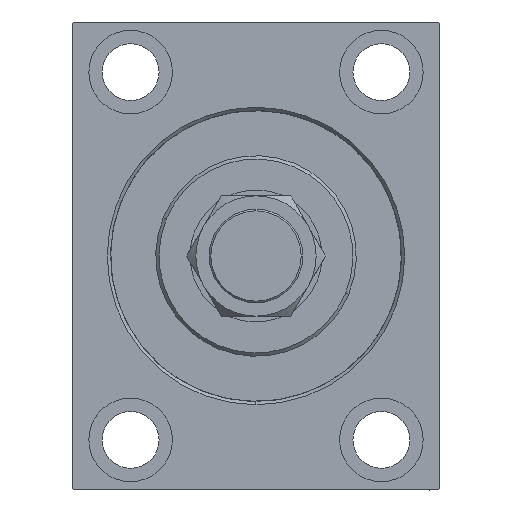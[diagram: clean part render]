
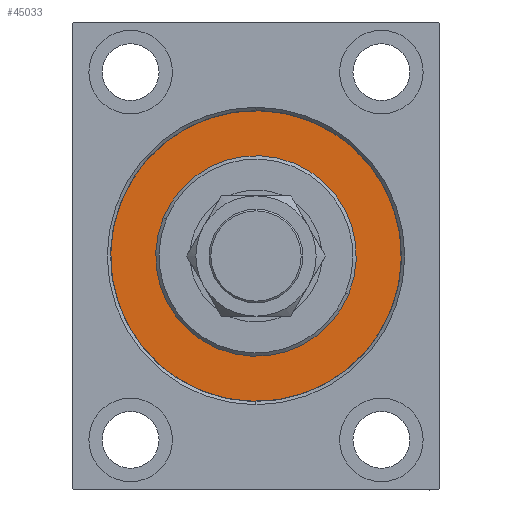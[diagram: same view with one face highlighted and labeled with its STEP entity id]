
A CAD part, left-side view. The second image highlights one B-rep face of the part: STEP entity #45033.
In plain terms, the highlighted face is planar.
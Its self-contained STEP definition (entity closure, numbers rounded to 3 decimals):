
#818 = DIRECTION ( 'NONE',  ( -1., 0., 0. ) ) ;
#821 = DIRECTION ( 'NONE',  ( -1., 0., 0. ) ) ;
#4782 = ORIENTED_EDGE ( 'NONE', *, *, #29946, .F. ) ;
#4831 = ORIENTED_EDGE ( 'NONE', *, *, #34099, .F. ) ;
#5468 = VERTEX_POINT ( 'NONE', #40041 ) ;
#6122 = DIRECTION ( 'NONE',  ( -1., 0., 0. ) ) ;
#6155 = CARTESIAN_POINT ( 'NONE',  ( 0., 0., 0. ) ) ;
#6524 = AXIS2_PLACEMENT_3D ( 'NONE', #20277, #16800, #24441 ) ;
#8002 = DIRECTION ( 'NONE',  ( 0., 0., 1. ) ) ;
#9836 = DIRECTION ( 'NONE',  ( 0., 0., 1. ) ) ;
#10518 = CIRCLE ( 'NONE', #20144, 43.5 ) ;
#13042 = EDGE_LOOP ( 'NONE', ( #4782, #22855 ) ) ;
#13306 = FACE_BOUND ( 'NONE', #13042, .T. ) ;
#16800 = DIRECTION ( 'NONE',  ( 1., 0., 0. ) ) ;
#19114 = CARTESIAN_POINT ( 'NONE',  ( 0., 0., -30. ) ) ;
#20144 = AXIS2_PLACEMENT_3D ( 'NONE', #36710, #818, #21894 ) ;
#20277 = CARTESIAN_POINT ( 'NONE',  ( 0., 0., 0. ) ) ;
#21894 = DIRECTION ( 'NONE',  ( 0., 0., 1. ) ) ;
#22069 = CIRCLE ( 'NONE', #6524, 30. ) ;
#22855 = ORIENTED_EDGE ( 'NONE', *, *, #30582, .F. ) ;
#22895 = AXIS2_PLACEMENT_3D ( 'NONE', #32787, #821, #8002 ) ;
#23081 = AXIS2_PLACEMENT_3D ( 'NONE', #27435, #6122, #9836 ) ;
#24441 = DIRECTION ( 'NONE',  ( 0., 0., -1. ) ) ;
#27328 = CIRCLE ( 'NONE', #22895, 43.5 ) ;
#27435 = CARTESIAN_POINT ( 'NONE',  ( 0., 0., 0. ) ) ;
#28357 = CARTESIAN_POINT ( 'NONE',  ( 0., 0., 30. ) ) ;
#29946 = EDGE_CURVE ( 'NONE', #30055, #38274, #22069, .T. ) ;
#30055 = VERTEX_POINT ( 'NONE', #28357 ) ;
#30582 = EDGE_CURVE ( 'NONE', #38274, #30055, #42800, .T. ) ;
#30907 = FACE_OUTER_BOUND ( 'NONE', #41315, .T. ) ;
#31056 = ORIENTED_EDGE ( 'NONE', *, *, #44977, .F. ) ;
#32787 = CARTESIAN_POINT ( 'NONE',  ( 0., 0., 0. ) ) ;
#34099 = EDGE_CURVE ( 'NONE', #5468, #43960, #27328, .T. ) ;
#36710 = CARTESIAN_POINT ( 'NONE',  ( 0., 0., 0. ) ) ;
#38274 = VERTEX_POINT ( 'NONE', #19114 ) ;
#40041 = CARTESIAN_POINT ( 'NONE',  ( 0., 0., -43.5 ) ) ;
#41141 = DIRECTION ( 'NONE',  ( 1., 0., 0. ) ) ;
#41315 = EDGE_LOOP ( 'NONE', ( #4831, #31056 ) ) ;
#41329 = AXIS2_PLACEMENT_3D ( 'NONE', #6155, #41141, #41607 ) ;
#41575 = PLANE ( 'NONE',  #23081 ) ;
#41607 = DIRECTION ( 'NONE',  ( 0., 0., -1. ) ) ;
#42800 = CIRCLE ( 'NONE', #41329, 30. ) ;
#42927 = CARTESIAN_POINT ( 'NONE',  ( 0., 0., 43.5 ) ) ;
#43960 = VERTEX_POINT ( 'NONE', #42927 ) ;
#44977 = EDGE_CURVE ( 'NONE', #43960, #5468, #10518, .T. ) ;
#45033 = ADVANCED_FACE ( 'NONE', ( #13306, #30907 ), #41575, .F. ) ;
